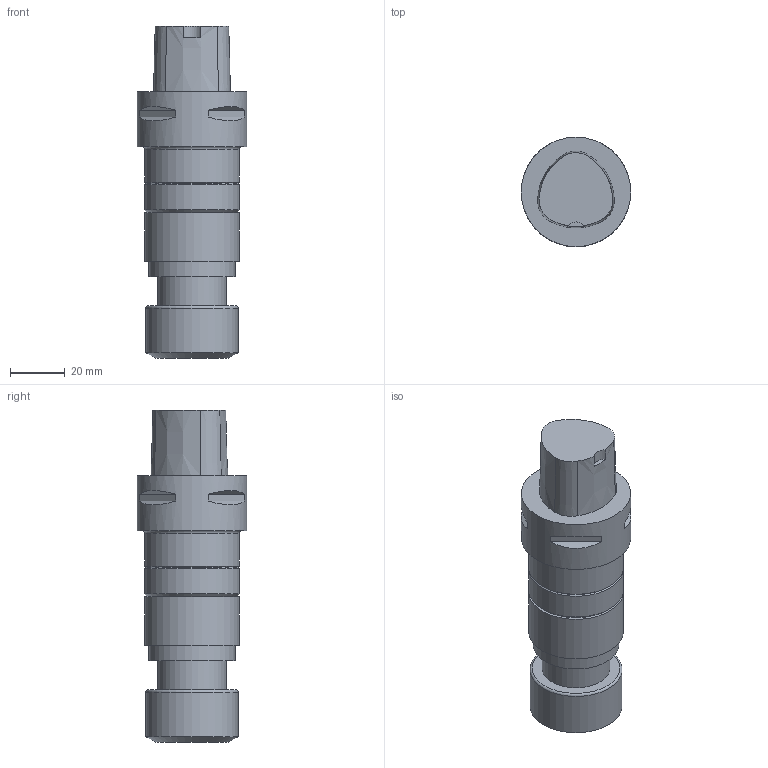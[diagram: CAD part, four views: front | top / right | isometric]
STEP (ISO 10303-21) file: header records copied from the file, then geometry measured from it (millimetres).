
FILE_DESCRIPTION(/* description */ (''),/* implementation_level */ '2;1');
FILE_NAME(/* name */ '1525680383504.stp',/* time_stamp */ '2018-05-07T10:06:32+02:00',/* author */ (''),/* organization */ ('SMS'),/* preprocessor_version */ 'ST-DEVELOPER v15',/* originating_system */ 'SIEMENS PLM Software NX 8.5',/* authorisation */ '');
FILE_SCHEMA (('AUTOMOTIVE_DESIGN { 1 0 10303 214 3 1 1 1 }'));
Length unit declared in the file: millimetre
Products named in the file (1): 201631108mod000_00
Bounding box: 40 x 40 x 121.2 mm (x, y, z)
Volume: 104119.4 mm3; surface area: 15887.3 mm2
Topology: 1 solids, 1 shells, 42 faces, 86 edges, 59 vertices
Faces by surface type: plane 21, cone 10, cylinder 9, torus 2
Full cylindrical faces by diameter (mm): 24.867 x1, 31.471 x1, 32.537 x1, 33.7 x1, 34.595 x1, 34.6 x2, 40 x1
Entity records: 1087 total; most frequent: DIRECTION 202, CARTESIAN_POINT 175, ORIENTED_EDGE 136, AXIS2_PLACEMENT_3D 90, EDGE_CURVE 68, EDGE_LOOP 66, VERTEX_POINT 52, FACE_BOUND 44
